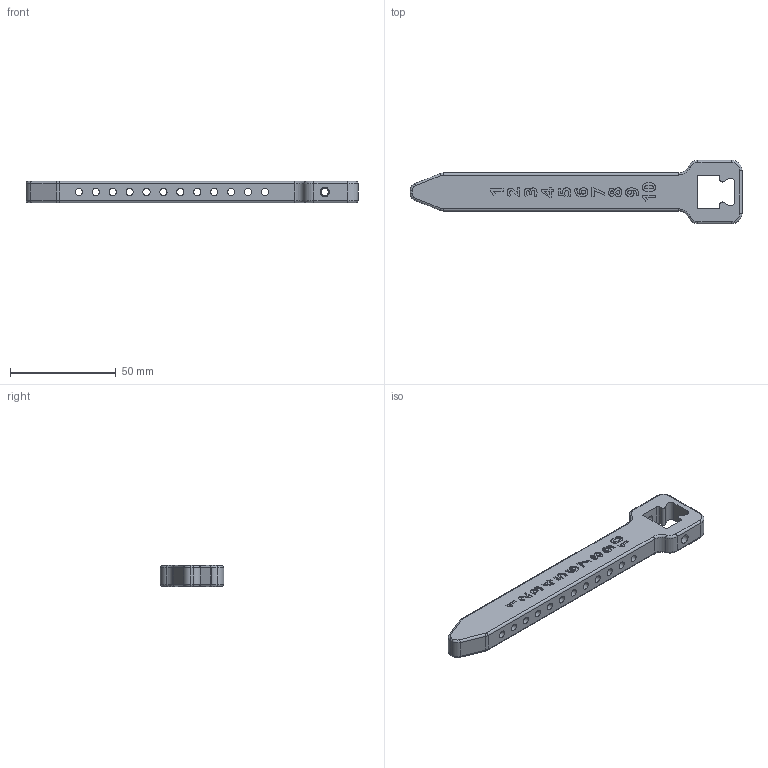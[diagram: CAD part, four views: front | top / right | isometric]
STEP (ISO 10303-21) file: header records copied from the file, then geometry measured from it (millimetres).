
FILE_DESCRIPTION(/* description */ ('STEP AP242','CAx-IF Rec.Pracs.---Representation and Presentation of Product Manufacturing Information (PMI)---4.0---2014-10-13','CAx-IF Rec.Pracs.---3D Tessellated Geometry---0.4---2014-09-14','2;1'),/* implementation_level */ '2;1');
FILE_NAME(/* name */ '65c0e3a28a65ac4612bae9c4',/* time_stamp */ '2024-02-05T13:33:23Z',/* author */ (''),/* organization */ (''),/* preprocessor_version */ 'ST-DEVELOPER v19.4',/* originating_system */ ' ',/* authorisation */ ' ');
FILE_SCHEMA (('AP242_MANAGED_MODEL_BASED_3D_ENGINEERING_MIM_LF { 1 0 10303 442 1 1 4 }'));
Length unit declared in the file: metre
Products named in the file (1): Rotary_Arm
Bounding box: 157 x 30 x 10 mm (x, y, z)
Volume: 25412.3 mm3; surface area: 11812.3 mm2
Topology: 1 solids, 1 shells, 319 faces, 874 edges, 576 vertices
Faces by surface type: bspline 148, plane 103, cylinder 48, torus 20
Full cylindrical faces by diameter (mm): 3.4 x14, 4.4 x1, 6 x1
Entity records: 10438 total; most frequent: CARTESIAN_POINT 3350, ORIENTED_EDGE 1684, DIRECTION 1010, EDGE_CURVE 842, VERTEX_POINT 560, LINE 426, VECTOR 426, EDGE_LOOP 384
